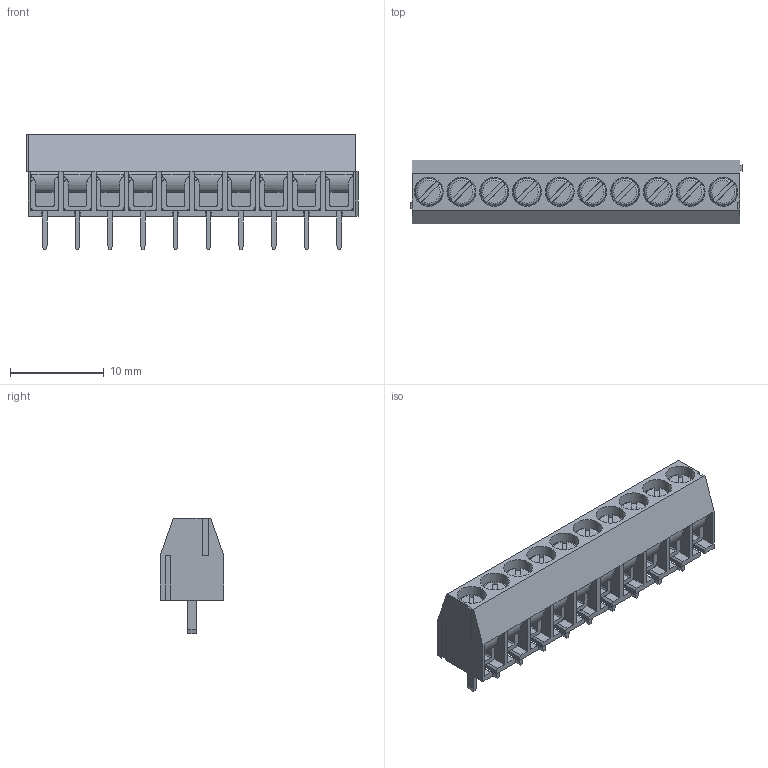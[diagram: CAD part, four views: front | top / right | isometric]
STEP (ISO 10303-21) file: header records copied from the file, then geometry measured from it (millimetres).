
FILE_DESCRIPTION(('FreeCAD Model'),'2;1');
FILE_NAME('Open CASCADE Shape Model','2023-02-18T22:12:22',( 'kicad StepUp'),('ksu MCAD'),'Open CASCADE STEP processor 7.6', 'FreeCAD','Unknown');
FILE_SCHEMA(('AUTOMOTIVE_DESIGN { 1 0 10303 214 1 1 1 1 }'));
Length unit declared in the file: millimetre
Products named in the file (35): PCB_Terminal_Block_10-P3.5; Body160; Body161; Body162; M1.6x4-Screw009; Body163; Body164; Body165; Body166; Body167; Body168; Body169; Body170; Body171; Body172; Body173; Body174; Body175; Body176; Body177; Body178; Body179; Body180; Body181; Body182; Body183; Body184; Body185; Body186; Body187; Body188; Body189; Body190; Body191; Body192
Assembly tree (34 placements, depth 2):
  PCB_Terminal_Block_10-P3.5
    Body160
    Body161
    Body162
    M1.6x4-Screw009
    Body163
    Body164
    Body165
    Body166
    Body167
    Body168
    Body169
    Body170
    Body171
    Body172
    Body173
    Body174
    Body175
    Body176
    Body177
    Body178
    Body179
    Body180
    Body181
    Body182
    Body183
    Body184
    Body185
    Body186
    Body187
    Body188
    Body189
    Body190
    Body191
    Body192
Bounding box: 35.5 x 6.8 x 12.4 mm (x, y, z)
Volume: 1482.3 mm3; surface area: 4707.4 mm2
Topology: 34 solids, 34 shells, 1024 faces, 2771 edges, 1813 vertices
Faces by surface type: plane 674, cylinder 306, revolution 33, cone 11
Full cylindrical faces by diameter (mm): 1.25 x22, 1.6 x11, 1.8 x11, 2.1 x10, 3.1 x10
Entity records: 34688 total; most frequent: CARTESIAN_POINT 7414, ORIENTED_EDGE 5544, DIRECTION 5446, EDGE_CURVE 2771, LINE 1895, VECTOR 1895, VERTEX_POINT 1813, AXIS2_PLACEMENT_3D 1759
